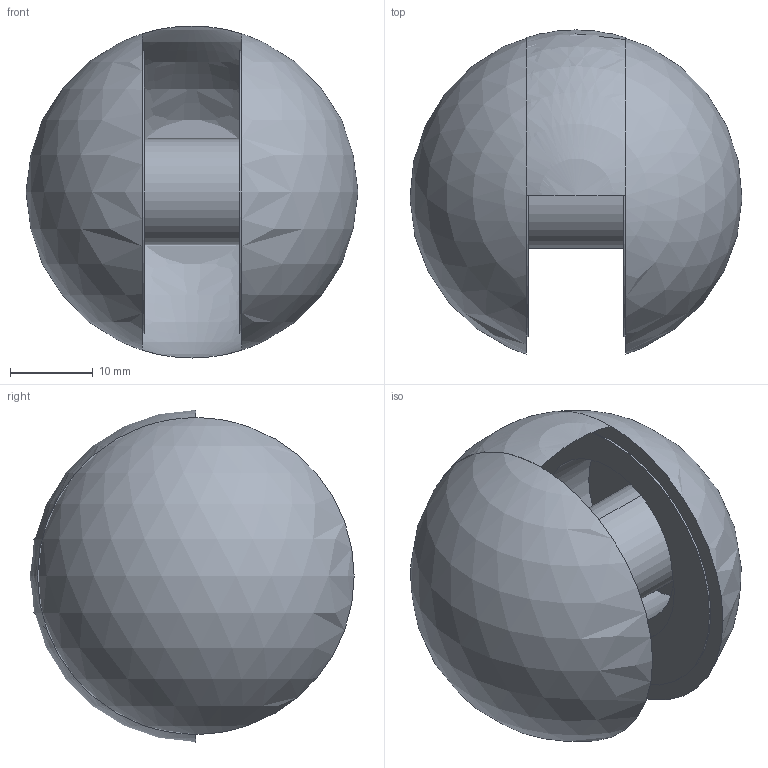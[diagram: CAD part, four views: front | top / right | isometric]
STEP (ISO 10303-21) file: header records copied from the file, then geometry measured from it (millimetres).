
FILE_DESCRIPTION((''),'2;1');
FILE_NAME('bearingspherical0500.stp','2001-12-07T20:07:31',('Administrator'),(''),'Autodesk Inventor (tm) 3.0','Autodesk Inventor (tm) 3.0','');
FILE_SCHEMA(('CONFIG_CONTROL_DESIGN'));
Length unit declared in the file: millimetre
Products named in the file (1): bearingspherical0500
Bounding box: 39.99 x 39.08 x 40 mm (x, y, z)
Volume: 18991.5 mm3; surface area: 8376.5 mm2
Topology: 1 solids, 1 shells, 21 faces, 51 edges, 32 vertices
Faces by surface type: cylinder 10, plane 7, sphere 2, bspline 2
Entity records: 716 total; most frequent: CARTESIAN_POINT 131, DIRECTION 117, ORIENTED_EDGE 90, AXIS2_PLACEMENT_3D 52, EDGE_CURVE 45, CIRCLE 32, VERTEX_POINT 30, EDGE_LOOP 27
